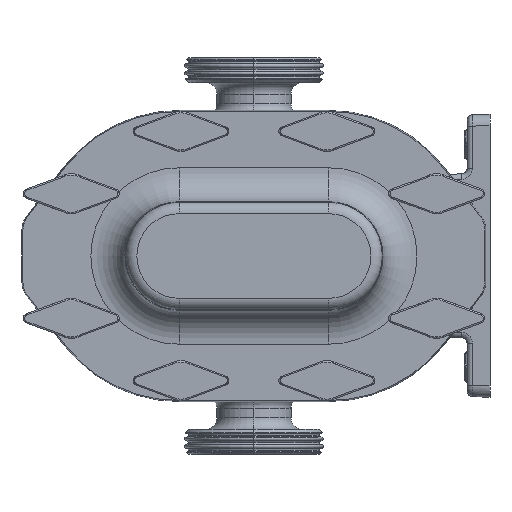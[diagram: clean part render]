
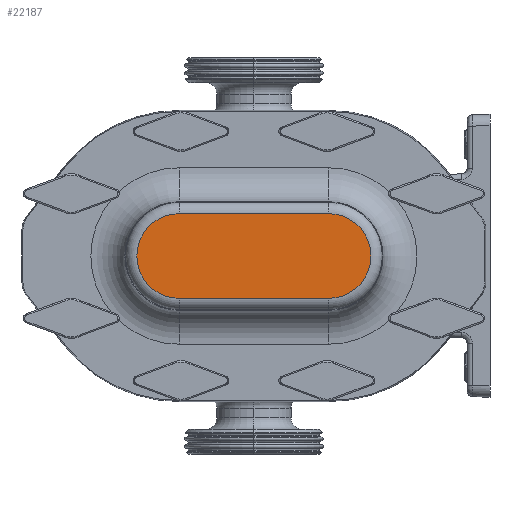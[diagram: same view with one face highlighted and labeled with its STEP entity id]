
A CAD part, left-side view. The second image highlights one B-rep face of the part: STEP entity #22187.
In plain terms, the highlighted face is planar.
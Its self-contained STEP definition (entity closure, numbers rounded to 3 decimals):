
#1427 = ORIENTED_EDGE ( 'NONE', *, *, #37143, .T. ) ;
#2995 = DIRECTION ( 'NONE',  ( 1., 0., 0. ) ) ;
#3155 = EDGE_LOOP ( 'NONE', ( #1427, #14949, #39943, #7392 ) ) ;
#3763 = AXIS2_PLACEMENT_3D ( 'NONE', #36353, #23833, #26654 ) ;
#4463 = LINE ( 'NONE', #17511, #22495 ) ;
#7117 = AXIS2_PLACEMENT_3D ( 'NONE', #12219, #15641, #2995 ) ;
#7392 = ORIENTED_EDGE ( 'NONE', *, *, #23688, .T. ) ;
#8561 = CARTESIAN_POINT ( 'NONE',  ( 0., 0., 51.308 ) ) ;
#11305 = DIRECTION ( 'NONE',  ( 0., -1., 0. ) ) ;
#12219 = CARTESIAN_POINT ( 'NONE',  ( 0., -83.82, 51.308 ) ) ;
#13057 = VERTEX_POINT ( 'NONE', #38916 ) ;
#13243 = EDGE_CURVE ( 'NONE', #31028, #34922, #22875, .T. ) ;
#14949 = ORIENTED_EDGE ( 'NONE', *, *, #23655, .T. ) ;
#15641 = DIRECTION ( 'NONE',  ( 0., 0., 1. ) ) ;
#16426 = DIRECTION ( 'NONE',  ( 0., 0., 1. ) ) ;
#17511 = CARTESIAN_POINT ( 'NONE',  ( 23.713, 0., 51.308 ) ) ;
#17713 = CARTESIAN_POINT ( 'NONE',  ( -23.713, -83.82, 51.308 ) ) ;
#19408 = PLANE ( 'NONE',  #41021 ) ;
#22187 = ADVANCED_FACE ( 'NONE', ( #28071 ), #19408, .T. ) ;
#22495 = VECTOR ( 'NONE', #27372, 1000. ) ;
#22875 = CIRCLE ( 'NONE', #3763, 23.713 ) ;
#22991 = CARTESIAN_POINT ( 'NONE',  ( -23.713, -83.82, 51.308 ) ) ;
#23655 = EDGE_CURVE ( 'NONE', #13057, #31028, #4463, .T. ) ;
#23688 = EDGE_CURVE ( 'NONE', #34922, #38485, #24347, .T. ) ;
#23833 = DIRECTION ( 'NONE',  ( 0., 0., 1. ) ) ;
#24347 = LINE ( 'NONE', #17713, #27328 ) ;
#24884 = CIRCLE ( 'NONE', #7117, 23.713 ) ;
#26654 = DIRECTION ( 'NONE',  ( 1., 0., 0. ) ) ;
#27328 = VECTOR ( 'NONE', #11305, 1000. ) ;
#27372 = DIRECTION ( 'NONE',  ( 0., 1., 0. ) ) ;
#28071 = FACE_OUTER_BOUND ( 'NONE', #3155, .T. ) ;
#28857 = DIRECTION ( 'NONE',  ( 1., 0., 0. ) ) ;
#31028 = VERTEX_POINT ( 'NONE', #32515 ) ;
#32515 = CARTESIAN_POINT ( 'NONE',  ( 23.713, 0., 51.308 ) ) ;
#34664 = CARTESIAN_POINT ( 'NONE',  ( -23.713, 0., 51.308 ) ) ;
#34922 = VERTEX_POINT ( 'NONE', #34664 ) ;
#36353 = CARTESIAN_POINT ( 'NONE',  ( 0., 0., 51.308 ) ) ;
#37143 = EDGE_CURVE ( 'NONE', #38485, #13057, #24884, .T. ) ;
#38485 = VERTEX_POINT ( 'NONE', #22991 ) ;
#38916 = CARTESIAN_POINT ( 'NONE',  ( 23.713, -83.82, 51.308 ) ) ;
#39943 = ORIENTED_EDGE ( 'NONE', *, *, #13243, .T. ) ;
#41021 = AXIS2_PLACEMENT_3D ( 'NONE', #8561, #16426, #28857 ) ;
